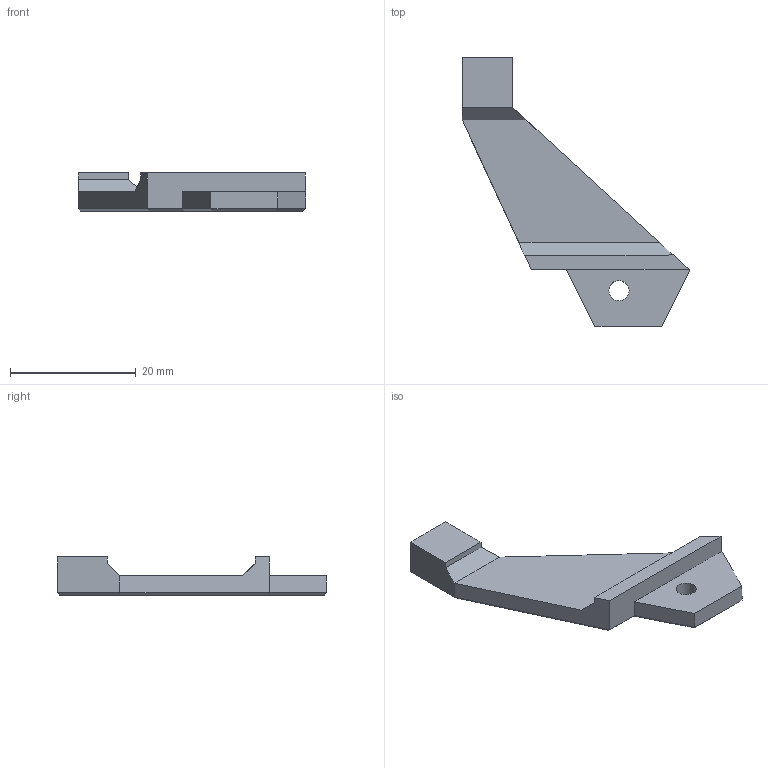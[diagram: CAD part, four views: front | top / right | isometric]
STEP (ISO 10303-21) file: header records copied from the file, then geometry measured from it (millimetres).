
FILE_DESCRIPTION(/* description */ (''),/* implementation_level */ '2;1');
FILE_NAME(/* name */ 'X-Endstop-Lever-Longer.step',/* time_stamp */ '2023-10-13T16:21:16-04:00',/* author */ (''),/* organization */ (''),/* preprocessor_version */ 'ST-DEVELOPER v20',/* originating_system */ 'Autodesk Translation Framework v12.14.0.127',/* authorisation */ '');
FILE_SCHEMA (('AUTOMOTIVE_DESIGN { 1 0 10303 214 3 1 1 }'));
Length unit declared in the file: millimetre
Products named in the file (1): X_Endstop_Lever
Bounding box: 36.3 x 43 x 6.09 mm (x, y, z)
Volume: 2374.3 mm3; surface area: 1894.4 mm2
Topology: 1 solids, 1 shells, 29 faces, 69 edges, 42 vertices
Faces by surface type: plane 27, cone 1, cylinder 1
Full cylindrical faces by diameter (mm): 3.2 x1
Entity records: 847 total; most frequent: CARTESIAN_POINT 141, ORIENTED_EDGE 138, DIRECTION 132, EDGE_CURVE 69, LINE 66, VECTOR 66, VERTEX_POINT 42, AXIS2_PLACEMENT_3D 33
